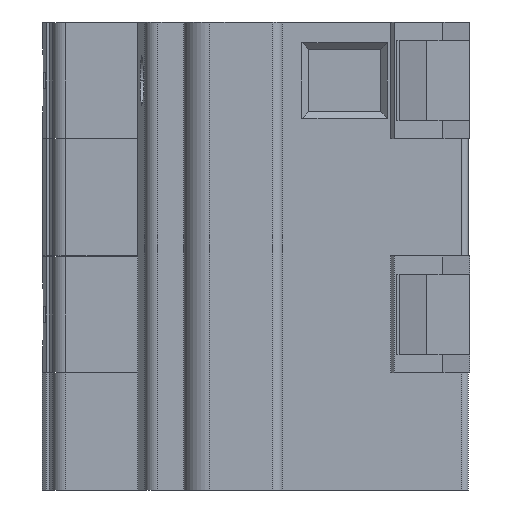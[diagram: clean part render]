
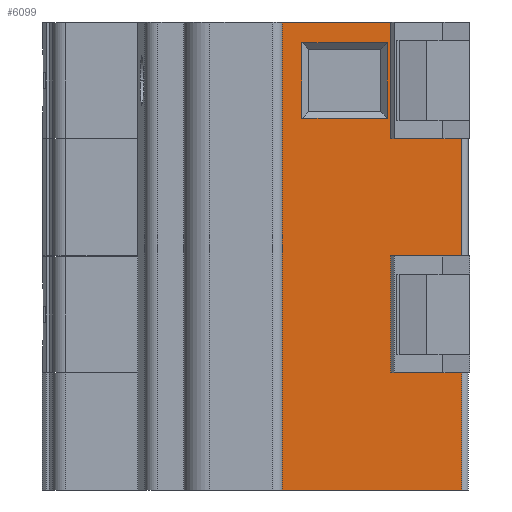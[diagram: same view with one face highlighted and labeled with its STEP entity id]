
A CAD part, front view. The second image highlights one B-rep face of the part: STEP entity #6099.
In plain terms, the highlighted planar face has unit normal (0, -1, 0).
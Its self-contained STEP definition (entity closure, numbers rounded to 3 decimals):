
#900=DIRECTION('',(1.,0.,0.));
#901=VECTOR('',#900,16.5);
#902=CARTESIAN_POINT('',(-21.5,-42.5,62.3));
#903=LINE('',#902,#901);
#916=DIRECTION('',(1.,0.,0.));
#917=VECTOR('',#916,13.);
#918=CARTESIAN_POINT('',(-18.5,-42.5,59.15));
#919=LINE('',#918,#917);
#920=DIRECTION('',(0.,0.,1.));
#921=VECTOR('',#920,11.5);
#922=CARTESIAN_POINT('',(-18.5,-42.5,47.65));
#923=LINE('',#922,#921);
#924=DIRECTION('',(-1.,0.,0.));
#925=VECTOR('',#924,13.);
#926=CARTESIAN_POINT('',(-5.5,-42.5,47.65));
#927=LINE('',#926,#925);
#928=DIRECTION('',(0.,0.,-1.));
#929=VECTOR('',#928,11.5);
#930=CARTESIAN_POINT('',(-5.5,-42.5,59.15));
#931=LINE('',#930,#929);
#932=DIRECTION('',(0.,0.,1.));
#933=VECTOR('',#932,71.2);
#934=CARTESIAN_POINT('',(-21.5,-42.5,-8.9));
#935=LINE('',#934,#933);
#936=DIRECTION('',(1.,0.,0.));
#937=VECTOR('',#936,10.8);
#938=CARTESIAN_POINT('',(-5.,-42.5,44.5));
#939=LINE('',#938,#937);
#940=DIRECTION('',(1.,0.,0.));
#941=VECTOR('',#940,10.8);
#942=CARTESIAN_POINT('',(-5.,-42.5,26.7));
#943=LINE('',#942,#941);
#944=DIRECTION('',(1.,0.,0.));
#945=VECTOR('',#944,10.8);
#946=CARTESIAN_POINT('',(-5.,-42.5,8.9));
#947=LINE('',#946,#945);
#1012=DIRECTION('',(0.,0.,1.));
#1013=VECTOR('',#1012,17.8);
#1014=CARTESIAN_POINT('',(-5.,-42.5,44.5));
#1015=LINE('',#1014,#1013);
#1178=DIRECTION('',(0.,0.,1.));
#1179=VECTOR('',#1178,17.8);
#1180=CARTESIAN_POINT('',(5.8,-42.5,26.7));
#1181=LINE('',#1180,#1179);
#1286=DIRECTION('',(0.,0.,1.));
#1287=VECTOR('',#1286,17.8);
#1288=CARTESIAN_POINT('',(-5.,-42.5,8.9));
#1289=LINE('',#1288,#1287);
#1427=DIRECTION('',(1.,0.,0.));
#1428=VECTOR('',#1427,27.3);
#1429=CARTESIAN_POINT('',(-21.5,-42.5,-8.9));
#1430=LINE('',#1429,#1428);
#1581=DIRECTION('',(0.,0.,1.));
#1582=VECTOR('',#1581,17.8);
#1583=CARTESIAN_POINT('',(5.8,-42.5,-8.9));
#1584=LINE('',#1583,#1582);
#4007=CARTESIAN_POINT('',(5.8,-42.5,-8.9));
#4009=VERTEX_POINT('',#4007);
#4299=CARTESIAN_POINT('',(-5.,-42.5,8.9));
#4300=CARTESIAN_POINT('',(5.8,-42.5,8.9));
#4301=VERTEX_POINT('',#4299);
#4302=VERTEX_POINT('',#4300);
#4321=CARTESIAN_POINT('',(-5.,-42.5,26.7));
#4322=VERTEX_POINT('',#4321);
#4586=CARTESIAN_POINT('',(5.8,-42.5,26.7));
#4587=VERTEX_POINT('',#4586);
#4640=CARTESIAN_POINT('',(-5.,-42.5,62.3));
#4642=VERTEX_POINT('',#4640);
#4802=CARTESIAN_POINT('',(-18.5,-42.5,59.15));
#4803=CARTESIAN_POINT('',(-5.5,-42.5,59.15));
#4804=VERTEX_POINT('',#4802);
#4805=VERTEX_POINT('',#4803);
#4810=CARTESIAN_POINT('',(-5.5,-42.5,47.65));
#4811=VERTEX_POINT('',#4810);
#4816=CARTESIAN_POINT('',(-18.5,-42.5,47.65));
#4817=VERTEX_POINT('',#4816);
#4834=CARTESIAN_POINT('',(-5.,-42.5,44.5));
#4835=CARTESIAN_POINT('',(5.8,-42.5,44.5));
#4836=VERTEX_POINT('',#4834);
#4837=VERTEX_POINT('',#4835);
#5027=CARTESIAN_POINT('',(-21.5,-42.5,-8.9));
#5028=CARTESIAN_POINT('',(-21.5,-42.5,62.3));
#5029=VERTEX_POINT('',#5027);
#5030=VERTEX_POINT('',#5028);
#6064=CARTESIAN_POINT('',(-40.41,-42.5,-8.9));
#6065=DIRECTION('',(0.,-1.,0.));
#6066=DIRECTION('',(1.,0.,0.));
#6067=AXIS2_PLACEMENT_3D('',#6064,#6065,#6066);
#6068=PLANE('',#6067);
#6069=ORIENTED_EDGE('',*,*,#6057,.T.);
#6070=ORIENTED_EDGE('',*,*,#6028,.T.);
#6072=ORIENTED_EDGE('',*,*,#6071,.F.);
#6074=ORIENTED_EDGE('',*,*,#6073,.T.);
#6076=ORIENTED_EDGE('',*,*,#6075,.F.);
#6078=ORIENTED_EDGE('',*,*,#6077,.F.);
#6080=ORIENTED_EDGE('',*,*,#6079,.F.);
#6082=ORIENTED_EDGE('',*,*,#6081,.T.);
#6084=ORIENTED_EDGE('',*,*,#6083,.F.);
#6086=ORIENTED_EDGE('',*,*,#6085,.F.);
#6087=EDGE_LOOP('',(#6069,#6070,#6072,#6074,#6076,#6078,#6080,#6082,#6084,
#6086));
#6088=FACE_OUTER_BOUND('',#6087,.F.);
#6090=ORIENTED_EDGE('',*,*,#6089,.F.);
#6092=ORIENTED_EDGE('',*,*,#6091,.F.);
#6094=ORIENTED_EDGE('',*,*,#6093,.F.);
#6096=ORIENTED_EDGE('',*,*,#6095,.F.);
#6097=EDGE_LOOP('',(#6090,#6092,#6094,#6096));
#6098=FACE_BOUND('',#6097,.F.);
#6099=ADVANCED_FACE('',(#6088,#6098),#6068,.T.);
#6028=EDGE_CURVE('',#5030,#4642,#903,.T.);
#6057=EDGE_CURVE('',#5029,#5030,#935,.T.);
#6071=EDGE_CURVE('',#4836,#4642,#1015,.T.);
#6073=EDGE_CURVE('',#4836,#4837,#939,.T.);
#6075=EDGE_CURVE('',#4587,#4837,#1181,.T.);
#6077=EDGE_CURVE('',#4322,#4587,#943,.T.);
#6079=EDGE_CURVE('',#4301,#4322,#1289,.T.);
#6081=EDGE_CURVE('',#4301,#4302,#947,.T.);
#6083=EDGE_CURVE('',#4009,#4302,#1584,.T.);
#6085=EDGE_CURVE('',#5029,#4009,#1430,.T.);
#6089=EDGE_CURVE('',#4804,#4805,#919,.T.);
#6091=EDGE_CURVE('',#4817,#4804,#923,.T.);
#6093=EDGE_CURVE('',#4811,#4817,#927,.T.);
#6095=EDGE_CURVE('',#4805,#4811,#931,.T.);
